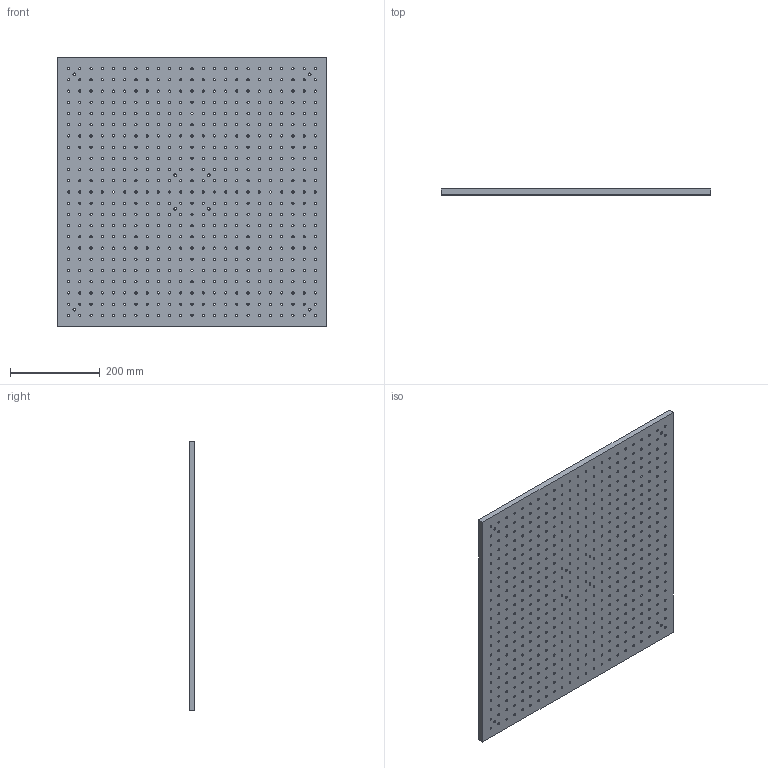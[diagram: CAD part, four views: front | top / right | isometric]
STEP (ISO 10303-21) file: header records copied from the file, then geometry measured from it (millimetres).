
FILE_DESCRIPTION (( 'STEP AP203' ), '1' );
FILE_NAME ('516008.STEP', '2025-04-30T08:55:18', ( 'Windows User' ), ( 'P R C' ), 'SwSTEP 2.0', 'SolidWorks 2020', '' );
FILE_SCHEMA (( 'CONFIG_CONTROL_DESIGN' ));
Length unit declared in the file: millimetre
Products named in the file (1): 516008
Bounding box: 600 x 13 x 600 mm (x, y, z)
Volume: 4538654.8 mm3; surface area: 840771.6 mm2
Topology: 1 solids, 1 shells, 559 faces, 1647 edges, 1098 vertices
Faces by surface type: cylinder 545, plane 14
Full cylindrical faces by diameter (mm): 5 x529, 5.8 x8, 11 x8
Entity records: 18811 total; most frequent: DIRECTION 3312, CARTESIAN_POINT 2760, ORIENTED_EDGE 2204, EDGE_LOOP 2186, AXIS2_PLACEMENT_3D 1650, FACE_OUTER_BOUND 1104, EDGE_CURVE 1102, VERTEX_POINT 1098
